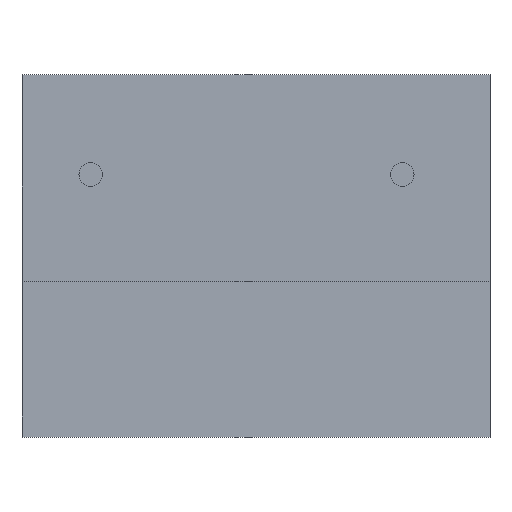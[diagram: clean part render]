
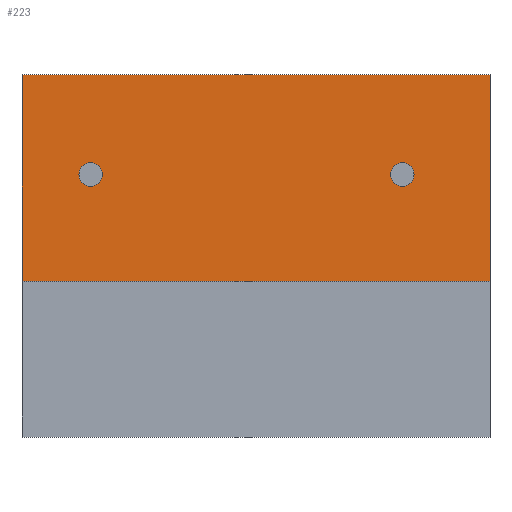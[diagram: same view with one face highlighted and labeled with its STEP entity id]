
A CAD part, top view. The second image highlights one B-rep face of the part: STEP entity #223.
In plain terms, the highlighted planar face has unit normal (0, 0, 1).
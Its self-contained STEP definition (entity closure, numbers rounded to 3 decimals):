
#34=CARTESIAN_POINT('',(430.,192.888,123.));
#35=VERTEX_POINT('',#34);
#66=CARTESIAN_POINT('',(430.,259.,123.));
#67=VERTEX_POINT('',#66);
#74=CARTESIAN_POINT('',(430.,259.,123.));
#75=DIRECTION('',(0.,-1.,0.));
#76=VECTOR('',#75,66.112);
#77=LINE('',#74,#76);
#78=EDGE_CURVE('',#67,#35,#77,.T.);
#114=CARTESIAN_POINT('',(398.15,227.,123.));
#115=VERTEX_POINT('',#114);
#125=CARTESIAN_POINT('',(401.9,227.,123.));
#126=DIRECTION('',(-0.,-0.,1.));
#127=DIRECTION('',(-1.,0.,0.));
#128=AXIS2_PLACEMENT_3D('',#125,#126,#127);
#129=CIRCLE('',#128,3.75);
#130=EDGE_CURVE('',#115,#115,#129,.T.);
#166=CARTESIAN_POINT('',(298.25,227.,123.));
#167=VERTEX_POINT('',#166);
#177=CARTESIAN_POINT('',(302.,227.,123.));
#178=DIRECTION('',(0.,0.,-1.));
#179=DIRECTION('',(-1.,0.,0.));
#180=AXIS2_PLACEMENT_3D('',#177,#178,#179);
#181=CIRCLE('',#180,3.75);
#182=EDGE_CURVE('',#167,#167,#181,.T.);
#187=CARTESIAN_POINT('',(433.,115.,123.));
#188=DIRECTION('',(0.,0.,-1.));
#189=DIRECTION('',(-1.,0.,0.));
#190=AXIS2_PLACEMENT_3D('',#187,#188,#189);
#191=PLANE('',#190);
#192=ORIENTED_EDGE('',*,*,#182,.T.);
#193=EDGE_LOOP('',(#192));
#194=FACE_BOUND('',#193,.T.);
#195=ORIENTED_EDGE('',*,*,#130,.F.);
#196=EDGE_LOOP('',(#195));
#197=FACE_BOUND('',#196,.T.);
#198=CARTESIAN_POINT('',(280.,259.,123.));
#199=VERTEX_POINT('',#198);
#200=CARTESIAN_POINT('',(280.,192.888,123.));
#201=VERTEX_POINT('',#200);
#202=CARTESIAN_POINT('',(280.,259.,123.));
#203=DIRECTION('',(0.,-1.,0.));
#204=VECTOR('',#203,66.112);
#205=LINE('',#202,#204);
#206=EDGE_CURVE('',#199,#201,#205,.T.);
#207=ORIENTED_EDGE('',*,*,#206,.T.);
#208=CARTESIAN_POINT('',(280.,192.888,123.));
#209=DIRECTION('',(1.,0.,-0.));
#210=VECTOR('',#209,150.);
#211=LINE('',#208,#210);
#212=EDGE_CURVE('',#201,#35,#211,.T.);
#213=ORIENTED_EDGE('',*,*,#212,.T.);
#214=ORIENTED_EDGE('',*,*,#78,.F.);
#215=CARTESIAN_POINT('',(430.,259.,123.));
#216=DIRECTION('',(-1.,0.,0.));
#217=VECTOR('',#216,150.);
#218=LINE('',#215,#217);
#219=EDGE_CURVE('',#67,#199,#218,.T.);
#220=ORIENTED_EDGE('',*,*,#219,.T.);
#221=EDGE_LOOP('',(#207,#213,#214,#220));
#222=FACE_BOUND('',#221,.T.);
#223=ADVANCED_FACE('',(#194,#197,#222),#191,.F.);
